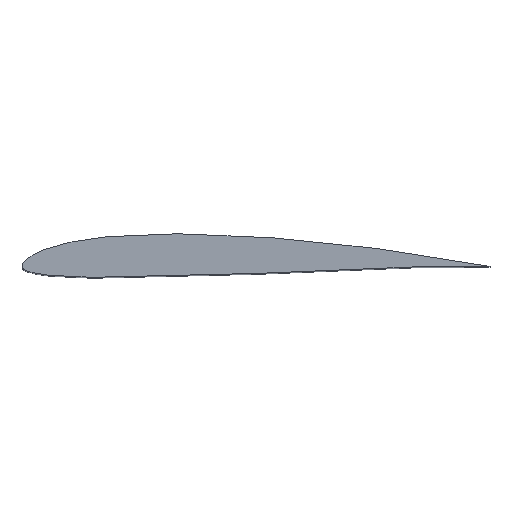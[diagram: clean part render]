
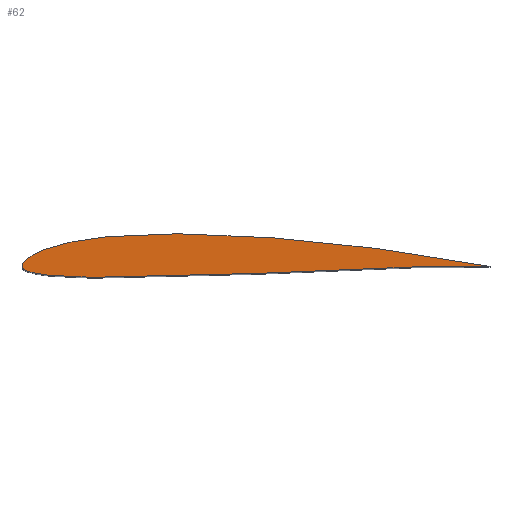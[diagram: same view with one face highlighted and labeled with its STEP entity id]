
A CAD part, top view. The second image highlights one B-rep face of the part: STEP entity #62.
In plain terms, the highlighted planar face has unit normal (0, 0, 1).
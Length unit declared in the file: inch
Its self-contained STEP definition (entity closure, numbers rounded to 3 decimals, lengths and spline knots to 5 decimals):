
#10 = VERTEX_POINT ( 'NONE', #242 ) ;
#18 = CARTESIAN_POINT ( 'NONE',  ( 2.96294, 0.38494, 7. ) ) ;
#20 = CARTESIAN_POINT ( 'NONE',  ( 0.35511, 0.24309, 7. ) ) ;
#22 = CARTESIAN_POINT ( 'NONE',  ( 3.67462, -0.06103, 7. ) ) ;
#24 = CARTESIAN_POINT ( 'NONE',  ( 5.81279, 0.00489, 7. ) ) ;
#26 = CARTESIAN_POINT ( 'NONE',  ( 0.49907, 0.28542, 7. ) ) ;
#28 = EDGE_CURVE ( 'NONE', #10, #151, #168, .T. ) ;
#29 = CARTESIAN_POINT ( 'NONE',  ( 0.76905, -0.1377, 7. ) ) ;
#44 = ORIENTED_EDGE ( 'NONE', *, *, #359, .T. ) ;
#49 = CARTESIAN_POINT ( 'NONE',  ( 5.91, 0.01118, 7. ) ) ;
#51 = CARTESIAN_POINT ( 'NONE',  ( 3.85707, 0.3106, 7. ) ) ;
#53 = CARTESIAN_POINT ( 'NONE',  ( 0.99161, -0.14085, 7. ) ) ;
#55 = CARTESIAN_POINT ( 'NONE',  ( 0.02265, 0.05294, 7. ) ) ;
#57 = CARTESIAN_POINT ( 'NONE',  ( 1.78746, -0.13186, 7. ) ) ;
#61 = CARTESIAN_POINT ( 'NONE',  ( 0.57205, -0.1307, 7. ) ) ;
#62 = ADVANCED_FACE ( 'NONE', ( #258 ), #142, .T. ) ;
#65 = EDGE_LOOP ( 'NONE', ( #44, #240 ) ) ;
#75 = CARTESIAN_POINT ( 'NONE',  ( 5.14986, 0.14027, 7. ) ) ;
#77 = CARTESIAN_POINT ( 'NONE',  ( 4.92417, 0.17662, 7. ) ) ;
#80 = CARTESIAN_POINT ( 'NONE',  ( 2.08291, 0.4191, 7. ) ) ;
#82 = CARTESIAN_POINT ( 'NONE',  ( 5.09574, -0.00425, 7. ) ) ;
#85 = CARTESIAN_POINT ( 'NONE',  ( 4.28875, -0.03395, 7. ) ) ;
#87 = CARTESIAN_POINT ( 'NONE',  ( 0.13953, 0.14842, 7. ) ) ;
#105 = CARTESIAN_POINT ( 'NONE',  ( 5.53604, 0.07319, 7. ) ) ;
#111 = CARTESIAN_POINT ( 'NONE',  ( 2.7124, -0.10189, 7. ) ) ;
#113 = CARTESIAN_POINT ( 'NONE',  ( 0.40221, -0.11976, 7. ) ) ;
#118 = CARTESIAN_POINT ( 'NONE',  ( 1.80676, 0.41908, 7. ) ) ;
#136 = CARTESIAN_POINT ( 'NONE',  ( 4.14344, 0.27977, 7. ) ) ;
#138 = CARTESIAN_POINT ( 'NONE',  ( 0.26155, -0.10409, 7. ) ) ;
#140 = CARTESIAN_POINT ( 'NONE',  ( 3.98685, -0.04707, 7. ) ) ;
#142 = PLANE ( 'NONE',  #361 ) ;
#144 = CARTESIAN_POINT ( 'NONE',  ( 0.8558, 0.35498, 7. ) ) ;
#146 = CARTESIAN_POINT ( 'NONE',  ( 5.68108, 0.00551, 7. ) ) ;
#151 = VERTEX_POINT ( 'NONE', #320 ) ;
#153 = CARTESIAN_POINT ( 'NONE',  ( 0.02402, 0.05182, 7. ) ) ;
#161 = CARTESIAN_POINT ( 'NONE',  ( 4.41863, 0.24697, 7. ) ) ;
#163 = CARTESIAN_POINT ( 'NONE',  ( 3.56271, 0.33885, 7. ) ) ;
#166 = CARTESIAN_POINT ( 'NONE',  ( 1.23735, -0.1407, 7. ) ) ;
#168 = B_SPLINE_CURVE_WITH_KNOTS ( 'NONE', 3,
 ( #217, #321, #347, #49, #351, #323, #105, #319, #75, #77, #298, #161, #136, #51, #163, #270, #18, #272, #326, #80, #118, #194, #357, #278, #144, #302, #26, #20, #221, #87, #276, #55, #300, #251, #304, #255, #138, #113, #61, #29, #53, #166, #363, #57, #330, #274, #111, #248, #355, #22, #140, #85, #223, #328, #82, #197, #170, #146, #24, #200, #332, #227 ),
 .UNSPECIFIED., .F., .F.,
 ( 4, 1, 1, 1, 1, 1, 1, 1, 1, 1, 1, 1, 1, 1, 1, 1, 1, 1, 1, 1, 1, 1, 1, 1, 1, 1, 1, 1, 1, 1, 1, 1, 1, 1, 1, 1, 1, 1, 1, 1, 1, 1, 1, 1, 1, 1, 1, 1, 1, 1, 1, 1, 1, 1, 1, 1, 1, 1, 1, 4 ),
 ( 0., 0.00164, 0.00647, 0.0143, 0.02488, 0.03794, 0.05319, 0.07038, 0.08926, 0.10965, 0.1314, 0.15429, 0.1781, 0.20253, 0.22733, 0.25223, 0.27697, 0.3013, 0.32497, 0.34777, 0.36949, 0.38995, 0.40898, 0.42647, 0.44231, 0.45642, 0.46877, 0.47935, 0.48816, 0.49522, 0.50061, 0.50442, 0.50734, 0.51189, 0.51877, 0.52806, 0.53975, 0.55378, 0.57006, 0.58844, 0.60875, 0.63075, 0.65421, 0.67887, 0.70445, 0.73068, 0.75725, 0.78388, 0.81027, 0.8361, 0.86107, 0.8849, 0.90726, 0.92786, 0.94639, 0.96262, 0.97629, 0.98719, 0.99515, 1. ),
 .UNSPECIFIED. ) ;
#170 = CARTESIAN_POINT ( 'NONE',  ( 5.51589, 0.00429, 7. ) ) ;
#194 = CARTESIAN_POINT ( 'NONE',  ( 1.54373, 0.41284, 7. ) ) ;
#197 = CARTESIAN_POINT ( 'NONE',  ( 5.31982, 0.0011, 7. ) ) ;
#200 = CARTESIAN_POINT ( 'NONE',  ( 5.9088, 0.00341, 7. ) ) ;
#206 = DIRECTION ( 'NONE',  ( 1., 0., 0. ) ) ;
#217 = CARTESIAN_POINT ( 'NONE',  ( 6., 0., 7. ) ) ;
#221 = CARTESIAN_POINT ( 'NONE',  ( 0.23487, 0.19693, 7. ) ) ;
#223 = CARTESIAN_POINT ( 'NONE',  ( 4.57663, -0.02195, 7. ) ) ;
#227 = CARTESIAN_POINT ( 'NONE',  ( 5.98026, 0.0009, 7. ) ) ;
#230 = CARTESIAN_POINT ( 'NONE',  ( 5.98026, 0.0009, 7. ) ) ;
#240 = ORIENTED_EDGE ( 'NONE', *, *, #28, .T. ) ;
#242 = CARTESIAN_POINT ( 'NONE',  ( 6., 0., 7. ) ) ;
#248 = CARTESIAN_POINT ( 'NONE',  ( 3.03376, -0.08893, 7. ) ) ;
#250 = B_SPLINE_CURVE_WITH_KNOTS ( 'NONE', 1,
 ( #230, #333 ),
 .UNSPECIFIED., .F., .F.,
 ( 2, 2 ),
 ( 0., 1. ),
 .UNSPECIFIED. ) ;
#251 = CARTESIAN_POINT ( 'NONE',  ( 0.01329, -0.03944, 7. ) ) ;
#255 = CARTESIAN_POINT ( 'NONE',  ( 0.14938, -0.08572, 7. ) ) ;
#258 = FACE_OUTER_BOUND ( 'NONE', #65, .T. ) ;
#270 = CARTESIAN_POINT ( 'NONE',  ( 3.26359, 0.36381, 7. ) ) ;
#272 = CARTESIAN_POINT ( 'NONE',  ( 2.66389, 0.40153, 7. ) ) ;
#274 = CARTESIAN_POINT ( 'NONE',  ( 2.39522, -0.11359, 7. ) ) ;
#276 = CARTESIAN_POINT ( 'NONE',  ( 0.06712, 0.09967, 7. ) ) ;
#278 = CARTESIAN_POINT ( 'NONE',  ( 1.06629, 0.38075, 7. ) ) ;
#298 = CARTESIAN_POINT ( 'NONE',  ( 4.67971, 0.21251, 7. ) ) ;
#300 = CARTESIAN_POINT ( 'NONE',  ( -0.00672, 0.008, 7. ) ) ;
#302 = CARTESIAN_POINT ( 'NONE',  ( 0.66631, 0.323, 7. ) ) ;
#304 = CARTESIAN_POINT ( 'NONE',  ( 0.07059, -0.06089, 7. ) ) ;
#319 = CARTESIAN_POINT ( 'NONE',  ( 5.35464, 0.10518, 7. ) ) ;
#320 = CARTESIAN_POINT ( 'NONE',  ( 5.98026, 0.0009, 7. ) ) ;
#321 = CARTESIAN_POINT ( 'NONE',  ( 5.99342, 0.00073, 7. ) ) ;
#323 = CARTESIAN_POINT ( 'NONE',  ( 5.69118, 0.04607, 7. ) ) ;
#326 = CARTESIAN_POINT ( 'NONE',  ( 2.36956, 0.41306, 7. ) ) ;
#328 = CARTESIAN_POINT ( 'NONE',  ( 4.84686, -0.01208, 7. ) ) ;
#330 = CARTESIAN_POINT ( 'NONE',  ( 2.08576, -0.12369, 7. ) ) ;
#332 = CARTESIAN_POINT ( 'NONE',  ( 5.96062, 0.00159, 7. ) ) ;
#333 = CARTESIAN_POINT ( 'NONE',  ( 6., 0., 7. ) ) ;
#341 = DIRECTION ( 'NONE',  ( 0., 0., 1. ) ) ;
#347 = CARTESIAN_POINT ( 'NONE',  ( 5.9674, 0.00361, 7. ) ) ;
#351 = CARTESIAN_POINT ( 'NONE',  ( 5.8169, 0.02514, 7. ) ) ;
#355 = CARTESIAN_POINT ( 'NONE',  ( 3.35571, -0.07511, 7. ) ) ;
#357 = CARTESIAN_POINT ( 'NONE',  ( 1.29619, 0.40017, 7. ) ) ;
#359 = EDGE_CURVE ( 'NONE', #151, #10, #250, .T. ) ;
#361 = AXIS2_PLACEMENT_3D ( 'NONE', #153, #341, #206 ) ;
#363 = CARTESIAN_POINT ( 'NONE',  ( 1.50362, -0.13766, 7. ) ) ;
